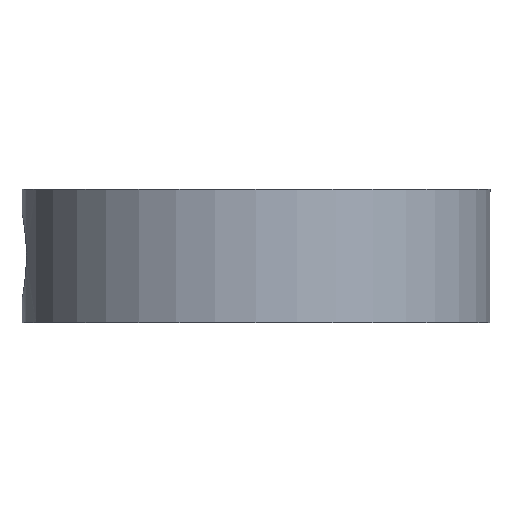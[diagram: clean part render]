
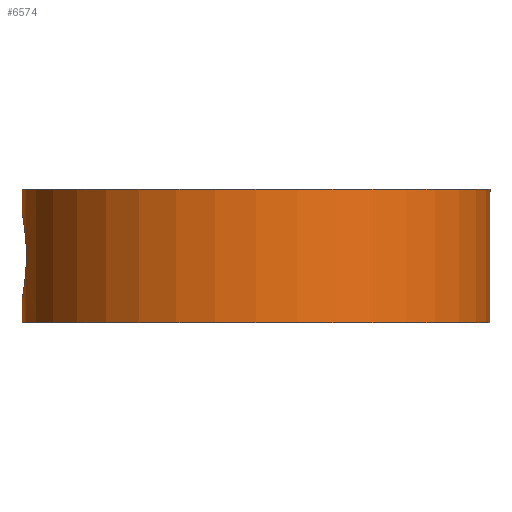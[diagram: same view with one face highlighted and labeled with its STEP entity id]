
A CAD part, left-side view. The second image highlights one B-rep face of the part: STEP entity #6574.
In plain terms, the highlighted cylindrical face has radius 8.75 mm (diameter 17.5 mm), a partial arc.
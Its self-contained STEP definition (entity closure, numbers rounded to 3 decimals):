
#359 = ORIENTED_EDGE ( 'NONE', *, *, #7106, .T. ) ;
#557 = VERTEX_POINT ( 'NONE', #6116 ) ;
#941 = CARTESIAN_POINT ( 'NONE',  ( 0., 0., -2.5 ) ) ;
#1091 = B_SPLINE_CURVE_WITH_KNOTS ( 'NONE', 3,
 ( #10931, #9142, #7960, #7034, #11050, #11979, #5991, #8087, #6119, #6056 ),
 .UNSPECIFIED., .F., .F.,
 ( 4, 2, 2, 2, 4 ),
 ( 0., 0.25, 0.5, 0.75, 1. ),
 .UNSPECIFIED. ) ;
#1204 = CARTESIAN_POINT ( 'NONE',  ( 0., -8.75, 2.5 ) ) ;
#1693 = CARTESIAN_POINT ( 'NONE',  ( 0., 8.75, 1.594 ) ) ;
#1707 = ORIENTED_EDGE ( 'NONE', *, *, #8530, .F. ) ;
#1763 = CARTESIAN_POINT ( 'NONE',  ( 0., 0., -2.5 ) ) ;
#1821 = CARTESIAN_POINT ( 'NONE',  ( 0., 8.75, 2.5 ) ) ;
#1890 = DIRECTION ( 'NONE',  ( 0., 1., 0. ) ) ;
#2291 = ORIENTED_EDGE ( 'NONE', *, *, #12979, .T. ) ;
#2348 = VERTEX_POINT ( 'NONE', #6558 ) ;
#2423 = CIRCLE ( 'NONE', #6614, 8.75 ) ;
#2539 = EDGE_CURVE ( 'NONE', #557, #4836, #2423, .T. ) ;
#2665 = VECTOR ( 'NONE', #5041, 1000. ) ;
#2977 = DIRECTION ( 'NONE',  ( 0., 0., 1. ) ) ;
#3313 = CARTESIAN_POINT ( 'NONE',  ( -1.666, 8.59, -0.209 ) ) ;
#3379 = DIRECTION ( 'NONE',  ( 0., 1., 0. ) ) ;
#3458 = CARTESIAN_POINT ( 'NONE',  ( 0., 8.75, -2.5 ) ) ;
#4124 = LINE ( 'NONE', #11222, #2665 ) ;
#4546 = CARTESIAN_POINT ( 'NONE',  ( 0., 8.75, -2.5 ) ) ;
#4773 = FACE_OUTER_BOUND ( 'NONE', #6873, .T. ) ;
#4836 = VERTEX_POINT ( 'NONE', #8055 ) ;
#4866 = EDGE_CURVE ( 'NONE', #557, #10438, #4124, .T. ) ;
#5014 = CARTESIAN_POINT ( 'NONE',  ( -0.223, 8.75, -1.594 ) ) ;
#5041 = DIRECTION ( 'NONE',  ( 0., 0., 1. ) ) ;
#5202 = VECTOR ( 'NONE', #11350, 1000. ) ;
#5205 = CIRCLE ( 'NONE', #10845, 8.75 ) ;
#5280 = DIRECTION ( 'NONE',  ( 0., 0., -1. ) ) ;
#5599 = ORIENTED_EDGE ( 'NONE', *, *, #9848, .F. ) ;
#5900 = VERTEX_POINT ( 'NONE', #11117 ) ;
#5953 = VERTEX_POINT ( 'NONE', #1693 ) ;
#5991 = CARTESIAN_POINT ( 'NONE',  ( -1.464, 8.627, 0.807 ) ) ;
#6056 = CARTESIAN_POINT ( 'NONE',  ( -1.677, 8.588, -0.002 ) ) ;
#6116 = CARTESIAN_POINT ( 'NONE',  ( 0., -8.75, -2.5 ) ) ;
#6119 = CARTESIAN_POINT ( 'NONE',  ( -1.678, 8.588, 0.211 ) ) ;
#6265 = CARTESIAN_POINT ( 'NONE',  ( -1.623, 8.598, -0.416 ) ) ;
#6558 = CARTESIAN_POINT ( 'NONE',  ( -1.677, 8.588, -0.002 ) ) ;
#6574 = ADVANCED_FACE ( 'NONE', ( #4773 ), #9944, .T. ) ;
#6614 = AXIS2_PLACEMENT_3D ( 'NONE', #1763, #7810, #1890 ) ;
#6752 = ORIENTED_EDGE ( 'NONE', *, *, #2539, .F. ) ;
#6780 = EDGE_CURVE ( 'NONE', #2348, #5900, #10469, .T. ) ;
#6873 = EDGE_LOOP ( 'NONE', ( #5599, #6752, #9539, #359, #1707, #2291, #12802 ) ) ;
#7034 = CARTESIAN_POINT ( 'NONE',  ( -0.848, 8.711, 1.392 ) ) ;
#7106 = EDGE_CURVE ( 'NONE', #10438, #12745, #5205, .T. ) ;
#7320 = CARTESIAN_POINT ( 'NONE',  ( -0.849, 8.711, -1.391 ) ) ;
#7698 = VECTOR ( 'NONE', #11515, 1000. ) ;
#7810 = DIRECTION ( 'NONE',  ( 0., 0., -1. ) ) ;
#7960 = CARTESIAN_POINT ( 'NONE',  ( -0.437, 8.741, 1.553 ) ) ;
#8055 = CARTESIAN_POINT ( 'NONE',  ( 0., 8.75, -2.5 ) ) ;
#8087 = CARTESIAN_POINT ( 'NONE',  ( -1.635, 8.596, 0.415 ) ) ;
#8295 = CARTESIAN_POINT ( 'NONE',  ( -1.591, 8.604, -0.515 ) ) ;
#8393 = LINE ( 'NONE', #3458, #5202 ) ;
#8530 = EDGE_CURVE ( 'NONE', #5953, #12745, #9597, .T. ) ;
#9142 = CARTESIAN_POINT ( 'NONE',  ( -0.222, 8.75, 1.594 ) ) ;
#9178 = AXIS2_PLACEMENT_3D ( 'NONE', #941, #2977, #10008 ) ;
#9226 = CARTESIAN_POINT ( 'NONE',  ( -1.677, 8.588, -0.106 ) ) ;
#9478 = CARTESIAN_POINT ( 'NONE',  ( 0., 8.75, -1.594 ) ) ;
#9539 = ORIENTED_EDGE ( 'NONE', *, *, #4866, .T. ) ;
#9597 = LINE ( 'NONE', #4546, #7698 ) ;
#9848 = EDGE_CURVE ( 'NONE', #4836, #5900, #8393, .T. ) ;
#9944 = CYLINDRICAL_SURFACE ( 'NONE', #9178, 8.75 ) ;
#10008 = DIRECTION ( 'NONE',  ( 0., -1., 0. ) ) ;
#10070 = CARTESIAN_POINT ( 'NONE',  ( -1.029, 8.691, -1.276 ) ) ;
#10205 = CARTESIAN_POINT ( 'NONE',  ( -1.677, 8.588, -0.002 ) ) ;
#10279 = CARTESIAN_POINT ( 'NONE',  ( -1.464, 8.627, -0.806 ) ) ;
#10341 = CARTESIAN_POINT ( 'NONE',  ( -0.437, 8.741, -1.553 ) ) ;
#10438 = VERTEX_POINT ( 'NONE', #1204 ) ;
#10469 = B_SPLINE_CURVE_WITH_KNOTS ( 'NONE', 3,
 ( #10205, #9226, #3313, #6265, #8295, #10279, #12321, #10070, #7320, #10341, #5014, #9478 ),
 .UNSPECIFIED., .F., .F.,
 ( 4, 2, 2, 2, 2, 4 ),
 ( 0., 0.125, 0.25, 0.5, 0.75, 1. ),
 .UNSPECIFIED. ) ;
#10845 = AXIS2_PLACEMENT_3D ( 'NONE', #12390, #5280, #3379 ) ;
#10931 = CARTESIAN_POINT ( 'NONE',  ( 0., 8.75, 1.594 ) ) ;
#11050 = CARTESIAN_POINT ( 'NONE',  ( -1.028, 8.691, 1.277 ) ) ;
#11117 = CARTESIAN_POINT ( 'NONE',  ( 0., 8.75, -1.594 ) ) ;
#11222 = CARTESIAN_POINT ( 'NONE',  ( 0., -8.75, -2.5 ) ) ;
#11350 = DIRECTION ( 'NONE',  ( 0., 0., 1. ) ) ;
#11515 = DIRECTION ( 'NONE',  ( 0., 0., 1. ) ) ;
#11979 = CARTESIAN_POINT ( 'NONE',  ( -1.343, 8.648, 0.978 ) ) ;
#12321 = CARTESIAN_POINT ( 'NONE',  ( -1.343, 8.648, -0.978 ) ) ;
#12390 = CARTESIAN_POINT ( 'NONE',  ( 0., 0., 2.5 ) ) ;
#12745 = VERTEX_POINT ( 'NONE', #1821 ) ;
#12802 = ORIENTED_EDGE ( 'NONE', *, *, #6780, .T. ) ;
#12979 = EDGE_CURVE ( 'NONE', #5953, #2348, #1091, .T. ) ;
